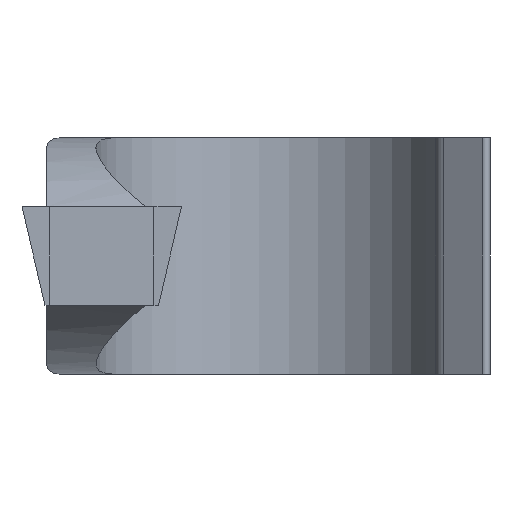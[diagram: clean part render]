
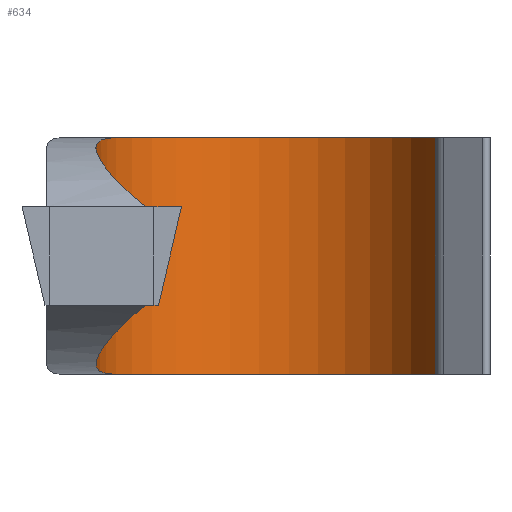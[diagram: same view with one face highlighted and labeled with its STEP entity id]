
A CAD part, front view. The second image highlights one B-rep face of the part: STEP entity #634.
In plain terms, the highlighted cylindrical face has radius 17.5 mm (diameter 35 mm), a partial arc.
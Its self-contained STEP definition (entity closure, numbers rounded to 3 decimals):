
#43=FACE_OUTER_BOUND('',#77,.T.);
#77=EDGE_LOOP('',(#441,#442,#443,#444,#445,#446));
#113=CIRCLE('',#693,17.5);
#114=CIRCLE('',#694,17.5);
#130=LINE('',#950,#204);
#131=LINE('',#968,#205);
#204=VECTOR('',#752,10.);
#205=VECTOR('',#755,3.);
#277=B_SPLINE_CURVE_WITH_KNOTS('',3,(#929,#930,#931,#932,#933,#934,#935,
#936,#937,#938,#939,#940,#941,#942),.UNSPECIFIED.,.F.,.F.,(4,2,2,2,2,2,
4),(7.363,7.533,7.863,8.193,
8.565,8.937,9.622),.UNSPECIFIED.);
#278=B_SPLINE_CURVE_WITH_KNOTS('',3,(#954,#955,#956,#957,#958,#959,#960,
#961,#962,#963,#964,#965,#966,#967),.UNSPECIFIED.,.F.,.F.,(4,2,2,2,2,2,
4),(-4.086,-3.401,-3.029,-2.656,
-2.326,-1.996,-1.827),.UNSPECIFIED.);
#282=VERTEX_POINT('',#926);
#283=VERTEX_POINT('',#928);
#285=VERTEX_POINT('',#947);
#286=VERTEX_POINT('',#949);
#287=VERTEX_POINT('',#951);
#288=VERTEX_POINT('',#953);
#344=EDGE_CURVE('',#282,#283,#277,.T.);
#347=EDGE_CURVE('',#285,#282,#113,.T.);
#348=EDGE_CURVE('',#285,#286,#130,.T.);
#349=EDGE_CURVE('',#287,#286,#114,.T.);
#350=EDGE_CURVE('',#288,#287,#278,.T.);
#351=EDGE_CURVE('',#283,#288,#131,.T.);
#441=ORIENTED_EDGE('',*,*,#344,.F.);
#442=ORIENTED_EDGE('',*,*,#347,.F.);
#443=ORIENTED_EDGE('',*,*,#348,.T.);
#444=ORIENTED_EDGE('',*,*,#349,.F.);
#445=ORIENTED_EDGE('',*,*,#350,.F.);
#446=ORIENTED_EDGE('',*,*,#351,.F.);
#625=CYLINDRICAL_SURFACE('',#692,17.5);
#634=ADVANCED_FACE('',(#43),#625,.F.);
#692=AXIS2_PLACEMENT_3D('',#946,#748,#749);
#693=AXIS2_PLACEMENT_3D('',#948,#750,#751);
#694=AXIS2_PLACEMENT_3D('',#952,#753,#754);
#748=DIRECTION('center_axis',(0.,0.,1.));
#749=DIRECTION('ref_axis',(-0.968,-0.252,0.));
#750=DIRECTION('center_axis',(0.,0.,1.));
#751=DIRECTION('ref_axis',(0.883,-0.47,0.));
#752=DIRECTION('',(0.,0.,1.));
#753=DIRECTION('center_axis',(0.,0.,-1.));
#754=DIRECTION('ref_axis',(-0.968,-0.252,0.));
#755=DIRECTION('',(0.,0.,1.));
#926=CARTESIAN_POINT('',(-15.45,8.219,-5.));
#928=CARTESIAN_POINT('',(-12.473,-12.275,2.));
#929=CARTESIAN_POINT('Ctrl Pts',(-15.45,8.219,-5.));
#930=CARTESIAN_POINT('Ctrl Pts',(-15.729,7.694,-5.));
#931=CARTESIAN_POINT('Ctrl Pts',(-15.982,7.153,-4.988));
#932=CARTESIAN_POINT('Ctrl Pts',(-16.645,5.527,-4.909));
#933=CARTESIAN_POINT('Ctrl Pts',(-16.973,4.411,-4.802));
#934=CARTESIAN_POINT('Ctrl Pts',(-17.401,2.18,-4.47));
#935=CARTESIAN_POINT('Ctrl Pts',(-17.5,1.067,-4.246));
#936=CARTESIAN_POINT('Ctrl Pts',(-17.5,-1.203,-3.672));
#937=CARTESIAN_POINT('Ctrl Pts',(-17.374,-2.42,-3.291));
#938=CARTESIAN_POINT('Ctrl Pts',(-16.875,-4.792,-2.396));
#939=CARTESIAN_POINT('Ctrl Pts',(-16.501,-5.949,-1.881));
#940=CARTESIAN_POINT('Ctrl Pts',(-15.139,-9.047,-0.296));
#941=CARTESIAN_POINT('Ctrl Pts',(-13.891,-10.834,0.886));
#942=CARTESIAN_POINT('Ctrl Pts',(-12.473,-12.275,2.));
#946=CARTESIAN_POINT('Origin',(0.,0.,0.));
#947=CARTESIAN_POINT('',(16.937,4.403,-5.));
#948=CARTESIAN_POINT('Origin',(0.,0.,-5.));
#949=CARTESIAN_POINT('',(16.937,4.403,19.));
#950=CARTESIAN_POINT('',(16.937,4.403,12.));
#951=CARTESIAN_POINT('',(-15.45,8.219,19.));
#952=CARTESIAN_POINT('Origin',(0.,0.,19.));
#953=CARTESIAN_POINT('',(-12.473,-12.275,12.));
#954=CARTESIAN_POINT('Ctrl Pts',(-12.473,-12.275,12.));
#955=CARTESIAN_POINT('Ctrl Pts',(-13.891,-10.834,13.114));
#956=CARTESIAN_POINT('Ctrl Pts',(-15.139,-9.047,14.296));
#957=CARTESIAN_POINT('Ctrl Pts',(-16.501,-5.949,15.881));
#958=CARTESIAN_POINT('Ctrl Pts',(-16.875,-4.792,16.396));
#959=CARTESIAN_POINT('Ctrl Pts',(-17.374,-2.42,17.291));
#960=CARTESIAN_POINT('Ctrl Pts',(-17.5,-1.203,17.672));
#961=CARTESIAN_POINT('Ctrl Pts',(-17.5,1.067,18.246));
#962=CARTESIAN_POINT('Ctrl Pts',(-17.401,2.18,18.47));
#963=CARTESIAN_POINT('Ctrl Pts',(-16.973,4.411,18.802));
#964=CARTESIAN_POINT('Ctrl Pts',(-16.645,5.527,18.909));
#965=CARTESIAN_POINT('Ctrl Pts',(-15.982,7.153,18.988));
#966=CARTESIAN_POINT('Ctrl Pts',(-15.729,7.694,19.));
#967=CARTESIAN_POINT('Ctrl Pts',(-15.45,8.219,19.));
#968=CARTESIAN_POINT('',(-12.473,-12.275,25.));
